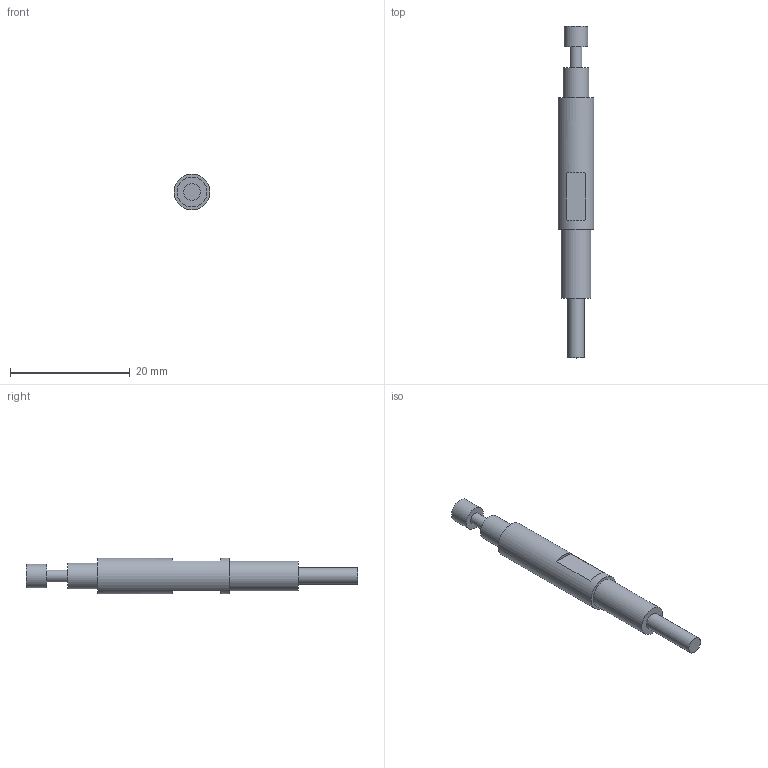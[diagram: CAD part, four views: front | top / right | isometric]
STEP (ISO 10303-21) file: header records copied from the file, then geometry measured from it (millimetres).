
FILE_DESCRIPTION (( 'STEP AP214' ), '1' );
FILE_NAME ('CS067A-B.STEP', '2024-07-10T17:02:59', ( '' ), ( '' ), 'SwSTEP 2.0', 'SolidWorks 2023', '' );
FILE_SCHEMA (( 'AUTOMOTIVE_DESIGN' ));
Length unit declared in the file: millimetre
Products named in the file (1): CS067A-B
Bounding box: 6 x 55.5 x 6 mm (x, y, z)
Volume: 1019 mm3; surface area: 893.6 mm2
Topology: 1 solids, 1 shells, 19 faces, 33 edges, 22 vertices
Faces by surface type: plane 13, cylinder 6
Full cylindrical faces by diameter (mm): 2 x1, 2.8 x1, 4 x1, 4.3 x1, 5 x1, 6 x1
Entity records: 433 total; most frequent: DIRECTION 80, CARTESIAN_POINT 64, ORIENTED_EDGE 48, AXIS2_PLACEMENT_3D 36, EDGE_LOOP 32, FACE_OUTER_BOUND 25, EDGE_CURVE 24, VERTEX_POINT 20
